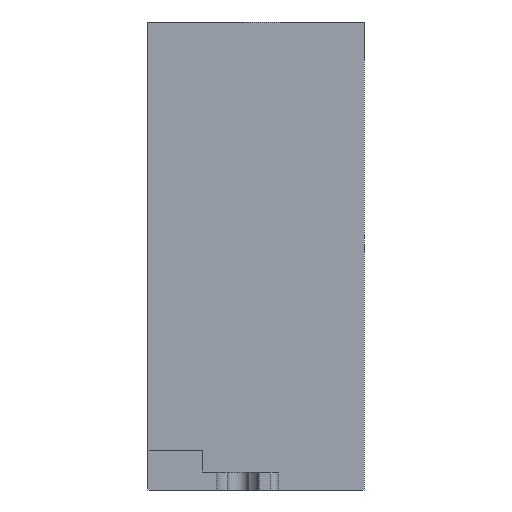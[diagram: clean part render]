
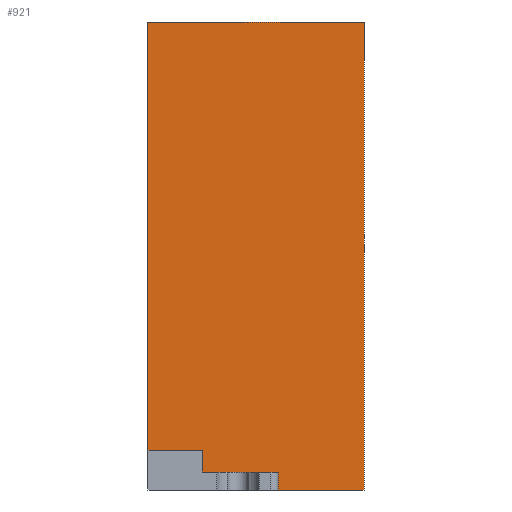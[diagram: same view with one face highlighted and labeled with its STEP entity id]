
A CAD part, front view. The second image highlights one B-rep face of the part: STEP entity #921.
In plain terms, the highlighted planar face has unit normal (0, -1, 0).
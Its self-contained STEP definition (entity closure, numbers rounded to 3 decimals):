
#87=FACE_OUTER_BOUND('',#149,.T.);
#149=EDGE_LOOP('',(#761,#762,#763,#764,#765,#766,#767,#768));
#171=VERTEX_POINT('',#13538);
#172=VERTEX_POINT('',#13539);
#175=VERTEX_POINT('',#13547);
#187=VERTEX_POINT('',#13572);
#188=VERTEX_POINT('',#13574);
#226=VERTEX_POINT('',#13696);
#267=VERTEX_POINT('',#13833);
#269=VERTEX_POINT('',#13839);
#291=EDGE_CURVE('',#171,#172,#5627,.T.);
#295=EDGE_CURVE('',#172,#175,#5629,.T.);
#308=EDGE_CURVE('',#187,#188,#5638,.T.);
#311=EDGE_CURVE('',#187,#175,#5641,.T.);
#370=EDGE_CURVE('',#226,#171,#5688,.T.);
#440=EDGE_CURVE('',#188,#267,#5746,.T.);
#443=EDGE_CURVE('',#226,#269,#5749,.T.);
#444=EDGE_CURVE('',#269,#267,#5750,.T.);
#761=ORIENTED_EDGE('',*,*,#443,.T.);
#762=ORIENTED_EDGE('',*,*,#444,.T.);
#763=ORIENTED_EDGE('',*,*,#440,.F.);
#764=ORIENTED_EDGE('',*,*,#308,.F.);
#765=ORIENTED_EDGE('',*,*,#311,.T.);
#766=ORIENTED_EDGE('',*,*,#295,.F.);
#767=ORIENTED_EDGE('',*,*,#291,.F.);
#768=ORIENTED_EDGE('',*,*,#370,.F.);
#860=PLANE('',#8925);
#921=ADVANCED_FACE('',(#87),#860,.T.);
#5627=LINE('',#13540,#7576);
#5629=LINE('',#13548,#7578);
#5638=LINE('',#13575,#7587);
#5641=LINE('',#13580,#7590);
#5688=LINE('',#13698,#7637);
#5746=LINE('',#13834,#7695);
#5749=LINE('',#13840,#7698);
#5750=LINE('',#13841,#7699);
#7576=VECTOR('',#9772,1.);
#7578=VECTOR('',#9780,1.);
#7587=VECTOR('',#9799,1.);
#7590=VECTOR('',#9804,1.);
#7637=VECTOR('',#9919,1.);
#7695=VECTOR('',#10051,1.);
#7698=VECTOR('',#10056,1.);
#7699=VECTOR('',#10057,1.);
#8925=AXIS2_PLACEMENT_3D('',#13838,#10054,#10055);
#9772=DIRECTION('',(0.,0.,1.));
#9780=DIRECTION('',(-1.,0.,0.));
#9799=DIRECTION('',(-1.,0.,0.));
#9804=DIRECTION('',(0.,0.,-1.));
#9919=DIRECTION('',(-1.,0.,0.));
#10051=DIRECTION('',(0.,0.,1.));
#10054=DIRECTION('center_axis',(0.,-1.,0.));
#10055=DIRECTION('ref_axis',(0.,0.,
1.));
#10056=DIRECTION('',(0.,0.,1.));
#10057=DIRECTION('',(-1.,0.,0.));
#13538=CARTESIAN_POINT('',(29.393,-125.,0.));
#13539=CARTESIAN_POINT('',(29.393,-125.,5.));
#13540=CARTESIAN_POINT('',(29.393,-125.,0.));
#13547=CARTESIAN_POINT('',(15.1,-125.,5.));
#13548=CARTESIAN_POINT('',(42.57,-125.,5.));
#13572=CARTESIAN_POINT('',(15.1,-125.,11.032));
#13574=CARTESIAN_POINT('',(0.,-125.,11.032));
#13575=CARTESIAN_POINT('',(15.1,-125.,11.032));
#13580=CARTESIAN_POINT('',(15.1,-125.,11.032));
#13696=CARTESIAN_POINT('',(60.,-125.,0.));
#13698=CARTESIAN_POINT('',(60.,-125.,0.));
#13833=CARTESIAN_POINT('',(0.,-125.,130.));
#13834=CARTESIAN_POINT('',(0.,-125.,0.));
#13838=CARTESIAN_POINT('Origin',(60.,-125.,0.));
#13839=CARTESIAN_POINT('',(60.,-125.,130.));
#13840=CARTESIAN_POINT('',(60.,-125.,0.));
#13841=CARTESIAN_POINT('',(60.,-125.,130.));
